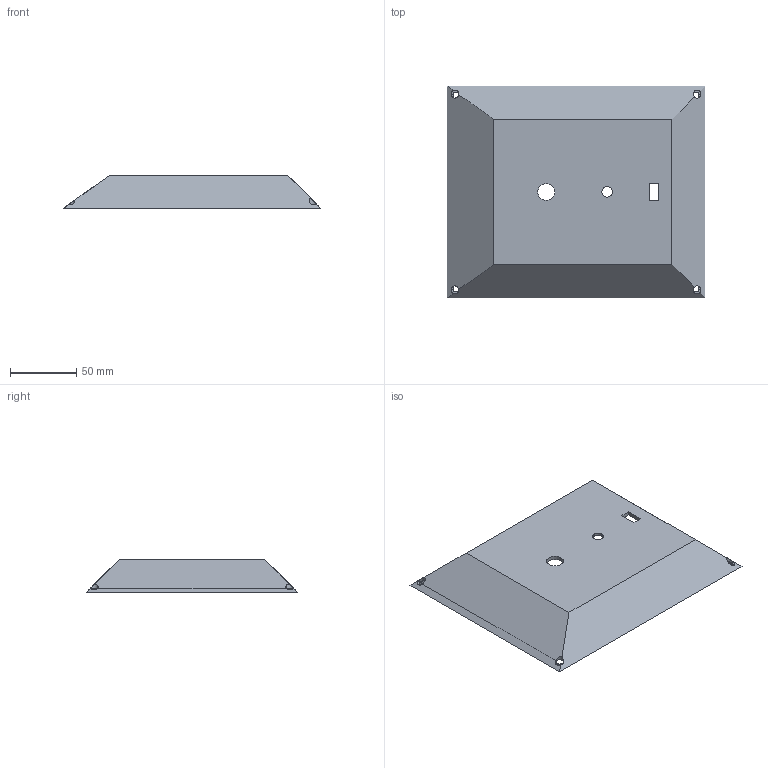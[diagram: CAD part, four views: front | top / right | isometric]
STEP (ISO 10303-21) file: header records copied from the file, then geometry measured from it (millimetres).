
FILE_DESCRIPTION(/* description */ (''),/* implementation_level */ '2;1');
FILE_NAME(/* name */ 'корпус верх v11.step',/* time_stamp */ '2022-03-13T18:54:03+03:00',/* author */ (''),/* organization */ (''),/* preprocessor_version */ 'ST-DEVELOPER v18.1',/* originating_system */ 'Autodesk Translation Framework v10.13.0.1454',/* authorisation */ '');
FILE_SCHEMA (('AUTOMOTIVE_DESIGN { 1 0 10303 214 3 1 1 }'));
Length unit declared in the file: millimetre
Products named in the file (1): корпус верх
Bounding box: 195 x 160 x 25 mm (x, y, z)
Volume: 102748.5 mm3; surface area: 74842.2 mm2
Topology: 1 solids, 1 shells, 52 faces, 156 edges, 104 vertices
Faces by surface type: plane 38, cylinder 14
Full cylindrical faces by diameter (mm): 2 x2, 6 x4, 8 x1, 12.7 x1
Entity records: 1820 total; most frequent: CARTESIAN_POINT 313, ORIENTED_EDGE 312, DIRECTION 312, EDGE_CURVE 156, LINE 106, VECTOR 106, VERTEX_POINT 104, AXIS2_PLACEMENT_3D 103
